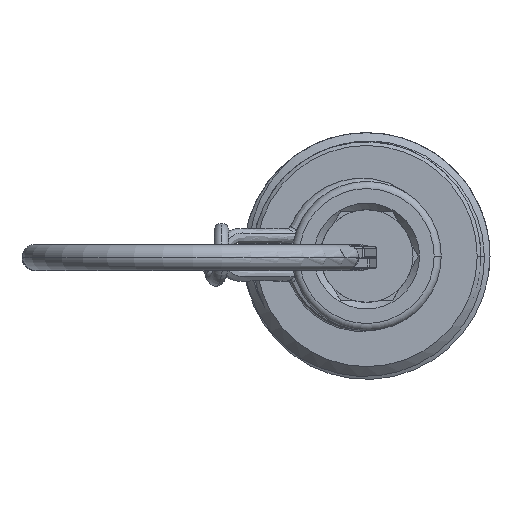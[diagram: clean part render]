
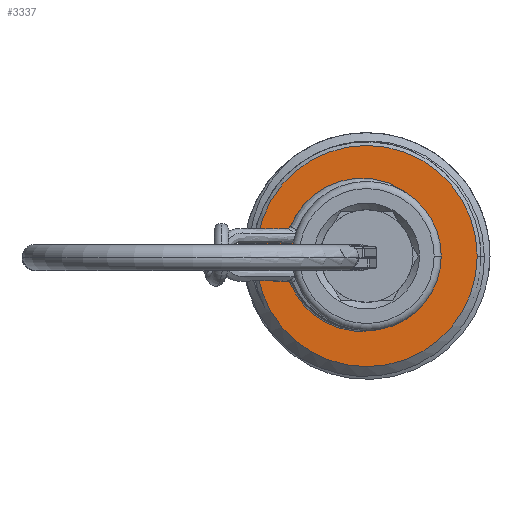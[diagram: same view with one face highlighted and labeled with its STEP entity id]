
A CAD part, left-side view. The second image highlights one B-rep face of the part: STEP entity #3337.
In plain terms, the highlighted planar face has unit normal (-1, 0, 0).
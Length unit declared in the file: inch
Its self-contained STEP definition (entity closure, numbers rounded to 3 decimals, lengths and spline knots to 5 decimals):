
#367 = DIRECTION ( 'NONE',  ( -1., 0., 0. ) ) ;
#398 = EDGE_CURVE ( 'NONE', #4332, #8766, #7941, .T. ) ;
#543 = CIRCLE ( 'NONE', #6972, 0.29625 ) ;
#744 = CARTESIAN_POINT ( 'NONE',  ( 0.1875, 0.29625, 0. ) ) ;
#773 = CARTESIAN_POINT ( 'NONE',  ( 0.1875, -0.465, 0. ) ) ;
#799 = CIRCLE ( 'NONE', #7788, 0.29625 ) ;
#890 = AXIS2_PLACEMENT_3D ( 'NONE', #6200, #1154, #6298 ) ;
#1035 = CARTESIAN_POINT ( 'NONE',  ( 0.1875, 0., 0. ) ) ;
#1154 = DIRECTION ( 'NONE',  ( -1., 0., 0. ) ) ;
#1194 = CARTESIAN_POINT ( 'NONE',  ( 0.1875, 0.465, 0. ) ) ;
#1311 = VERTEX_POINT ( 'NONE', #744 ) ;
#1801 = CARTESIAN_POINT ( 'NONE',  ( 0.1875, 0.29625, 0. ) ) ;
#2484 = DIRECTION ( 'NONE',  ( -1., 0., 0. ) ) ;
#2782 = EDGE_LOOP ( 'NONE', ( #5793, #4999 ) ) ;
#3337 = ADVANCED_FACE ( 'NONE', ( #4573, #6058 ), #9165, .F. ) ;
#3959 = DIRECTION ( 'NONE',  ( 0., 1., 0. ) ) ;
#3973 = CARTESIAN_POINT ( 'NONE',  ( 0.1875, 0., 0. ) ) ;
#4079 = AXIS2_PLACEMENT_3D ( 'NONE', #1801, #5549, #3959 ) ;
#4266 = ORIENTED_EDGE ( 'NONE', *, *, #398, .T. ) ;
#4332 = VERTEX_POINT ( 'NONE', #1194 ) ;
#4573 = FACE_BOUND ( 'NONE', #2782, .T. ) ;
#4820 = DIRECTION ( 'NONE',  ( 0., -1., 0. ) ) ;
#4967 = CARTESIAN_POINT ( 'NONE',  ( 0.1875, -0.29625, 0. ) ) ;
#4999 = ORIENTED_EDGE ( 'NONE', *, *, #6237, .F. ) ;
#5066 = CIRCLE ( 'NONE', #890, 0.465 ) ;
#5323 = CARTESIAN_POINT ( 'NONE',  ( 0.1875, 0., 0. ) ) ;
#5549 = DIRECTION ( 'NONE',  ( 1., 0., 0. ) ) ;
#5706 = VERTEX_POINT ( 'NONE', #4967 ) ;
#5793 = ORIENTED_EDGE ( 'NONE', *, *, #8254, .F. ) ;
#6058 = FACE_OUTER_BOUND ( 'NONE', #8083, .T. ) ;
#6200 = CARTESIAN_POINT ( 'NONE',  ( 0.1875, 0., 0. ) ) ;
#6237 = EDGE_CURVE ( 'NONE', #1311, #5706, #543, .T. ) ;
#6298 = DIRECTION ( 'NONE',  ( 0., -1., 0. ) ) ;
#6704 = DIRECTION ( 'NONE',  ( 0., -1., 0. ) ) ;
#6876 = EDGE_CURVE ( 'NONE', #8766, #4332, #5066, .T. ) ;
#6972 = AXIS2_PLACEMENT_3D ( 'NONE', #3973, #367, #7761 ) ;
#7556 = DIRECTION ( 'NONE',  ( -1., 0., 0. ) ) ;
#7761 = DIRECTION ( 'NONE',  ( 0., -1., 0. ) ) ;
#7788 = AXIS2_PLACEMENT_3D ( 'NONE', #1035, #2484, #4820 ) ;
#7941 = CIRCLE ( 'NONE', #9129, 0.465 ) ;
#8083 = EDGE_LOOP ( 'NONE', ( #4266, #8782 ) ) ;
#8254 = EDGE_CURVE ( 'NONE', #5706, #1311, #799, .T. ) ;
#8766 = VERTEX_POINT ( 'NONE', #773 ) ;
#8782 = ORIENTED_EDGE ( 'NONE', *, *, #6876, .T. ) ;
#9129 = AXIS2_PLACEMENT_3D ( 'NONE', #5323, #7556, #6704 ) ;
#9165 = PLANE ( 'NONE',  #4079 ) ;
